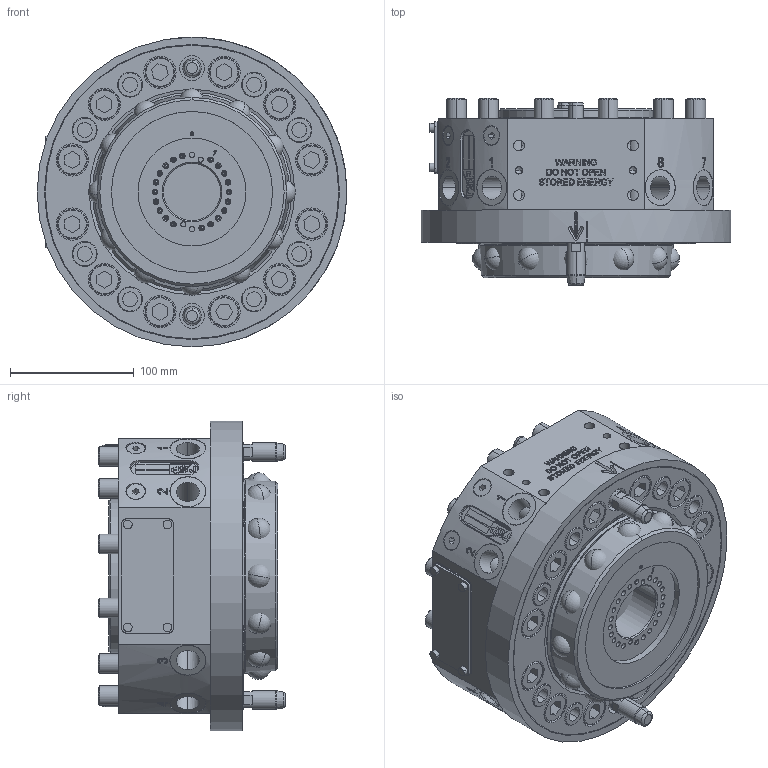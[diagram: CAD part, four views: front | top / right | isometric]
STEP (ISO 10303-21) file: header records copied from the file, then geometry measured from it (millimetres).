
FILE_DESCRIPTION (( 'STEP AP203' ), '1' );
FILE_NAME ('P0701A.STEP', '2018-11-29T14:49:15', ( 'rsp' ), ( 'Hewlett-Packard Company' ), 'SwSTEP 2.0', 'SolidWorks 2017', '' );
FILE_SCHEMA (( 'CONFIG_CONTROL_DESIGN' ));
Products named in the file (1): P0701A
Bounding box: 250 x 151 x 250 mm (x, y, z)
Volume: 5126343.9 mm3; surface area: 646181.7 mm2
Topology: 83 solids, 85 shells, 2218 faces, 5358 edges, 3457 vertices
Faces by surface type: plane 940, cylinder 585, bspline 330, cone 231, sphere 68, torus 64
Entity records: 84092 total; most frequent: CARTESIAN_POINT 34497, ORIENTED_EDGE 10316, DIRECTION 9566, EDGE_CURVE 5158, VERTEX_POINT 3361, AXIS2_PLACEMENT_3D 3330, VECTOR 2906, LINE 2906
